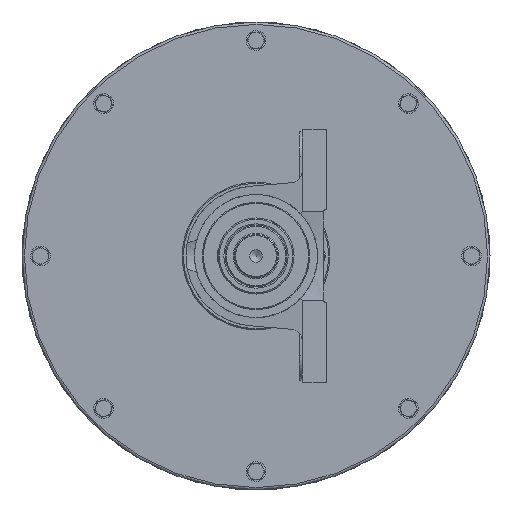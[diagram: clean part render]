
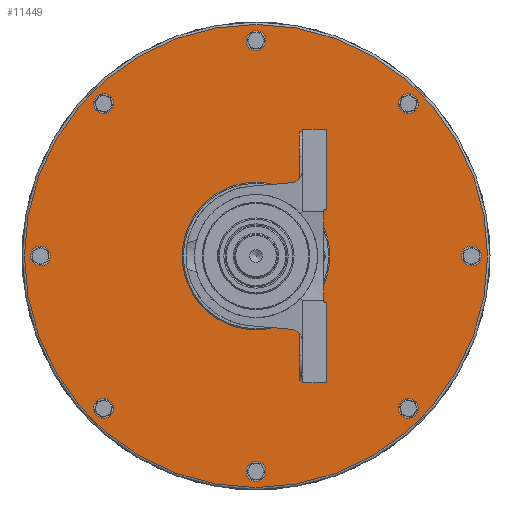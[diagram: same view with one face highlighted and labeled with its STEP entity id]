
A CAD part, left-side view. The second image highlights one B-rep face of the part: STEP entity #11449.
In plain terms, the highlighted planar face has unit normal (-1, 0, 0).
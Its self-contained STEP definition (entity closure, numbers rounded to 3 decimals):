
#1937=FACE_BOUND('',#3286,.T.);
#1938=FACE_BOUND('',#3287,.T.);
#1939=FACE_BOUND('',#3288,.T.);
#1940=FACE_BOUND('',#3289,.T.);
#1941=FACE_BOUND('',#3290,.T.);
#1942=FACE_BOUND('',#3291,.T.);
#1943=FACE_BOUND('',#3292,.T.);
#1944=FACE_BOUND('',#3293,.T.);
#1945=FACE_BOUND('',#3294,.T.);
#2388=FACE_OUTER_BOUND('',#3285,.T.);
#3285=EDGE_LOOP('',(#7712));
#3286=EDGE_LOOP('',(#7713));
#3287=EDGE_LOOP('',(#7714));
#3288=EDGE_LOOP('',(#7715));
#3289=EDGE_LOOP('',(#7716));
#3290=EDGE_LOOP('',(#7717));
#3291=EDGE_LOOP('',(#7718));
#3292=EDGE_LOOP('',(#7719));
#3293=EDGE_LOOP('',(#7720));
#3294=EDGE_LOOP('',(#7721));
#4443=CIRCLE('',#12363,60.);
#4448=CIRCLE('',#12375,188.);
#4449=CIRCLE('',#12376,8.);
#4450=CIRCLE('',#12377,8.);
#4451=CIRCLE('',#12378,8.);
#4452=CIRCLE('',#12379,8.);
#4453=CIRCLE('',#12380,8.);
#4454=CIRCLE('',#12381,8.);
#4455=CIRCLE('',#12382,8.);
#4456=CIRCLE('',#12383,8.);
#5051=VERTEX_POINT('',#17415);
#5056=VERTEX_POINT('',#17432);
#5057=VERTEX_POINT('',#17434);
#5058=VERTEX_POINT('',#17436);
#5059=VERTEX_POINT('',#17438);
#5060=VERTEX_POINT('',#17440);
#5061=VERTEX_POINT('',#17442);
#5062=VERTEX_POINT('',#17444);
#5063=VERTEX_POINT('',#17446);
#5064=VERTEX_POINT('',#17448);
#6127=EDGE_CURVE('',#5051,#5051,#4443,.T.);
#6132=EDGE_CURVE('',#5056,#5056,#4448,.T.);
#6133=EDGE_CURVE('',#5057,#5057,#4449,.T.);
#6134=EDGE_CURVE('',#5058,#5058,#4450,.T.);
#6135=EDGE_CURVE('',#5059,#5059,#4451,.T.);
#6136=EDGE_CURVE('',#5060,#5060,#4452,.T.);
#6137=EDGE_CURVE('',#5061,#5061,#4453,.T.);
#6138=EDGE_CURVE('',#5062,#5062,#4454,.T.);
#6139=EDGE_CURVE('',#5063,#5063,#4455,.T.);
#6140=EDGE_CURVE('',#5064,#5064,#4456,.T.);
#7712=ORIENTED_EDGE('',*,*,#6132,.T.);
#7713=ORIENTED_EDGE('',*,*,#6127,.T.);
#7714=ORIENTED_EDGE('',*,*,#6133,.T.);
#7715=ORIENTED_EDGE('',*,*,#6134,.T.);
#7716=ORIENTED_EDGE('',*,*,#6135,.T.);
#7717=ORIENTED_EDGE('',*,*,#6136,.T.);
#7718=ORIENTED_EDGE('',*,*,#6137,.T.);
#7719=ORIENTED_EDGE('',*,*,#6138,.T.);
#7720=ORIENTED_EDGE('',*,*,#6139,.T.);
#7721=ORIENTED_EDGE('',*,*,#6140,.T.);
#10199=PLANE('',#12374);
#11449=ADVANCED_FACE('',(#2388,#1937,#1938,#1939,#1940,#1941,#1942,#1943,
#1944,#1945),#10199,.F.);
#12363=AXIS2_PLACEMENT_3D('',#17416,#14033,#14034);
#12374=AXIS2_PLACEMENT_3D('',#17431,#14055,#14056);
#12375=AXIS2_PLACEMENT_3D('',#17433,#14057,#14058);
#12376=AXIS2_PLACEMENT_3D('',#17435,#14059,#14060);
#12377=AXIS2_PLACEMENT_3D('',#17437,#14061,#14062);
#12378=AXIS2_PLACEMENT_3D('',#17439,#14063,#14064);
#12379=AXIS2_PLACEMENT_3D('',#17441,#14065,#14066);
#12380=AXIS2_PLACEMENT_3D('',#17443,#14067,#14068);
#12381=AXIS2_PLACEMENT_3D('',#17445,#14069,#14070);
#12382=AXIS2_PLACEMENT_3D('',#17447,#14071,#14072);
#12383=AXIS2_PLACEMENT_3D('',#17449,#14073,#14074);
#14033=DIRECTION('center_axis',(1.,0.,0.));
#14034=DIRECTION('ref_axis',(0.,1.,0.));
#14055=DIRECTION('center_axis',(1.,0.,0.));
#14056=DIRECTION('ref_axis',(0.,0.,1.));
#14057=DIRECTION('center_axis',(-1.,0.,0.));
#14058=DIRECTION('ref_axis',(0.,0.,
-1.));
#14059=DIRECTION('center_axis',(1.,0.,0.));
#14060=DIRECTION('ref_axis',(0.,0.677,-0.736));
#14061=DIRECTION('center_axis',(1.,0.,0.));
#14062=DIRECTION('ref_axis',(0.,-0.042,
-0.999));
#14063=DIRECTION('center_axis',(1.,0.,0.));
#14064=DIRECTION('ref_axis',(0.,-0.736,-0.677));
#14065=DIRECTION('center_axis',(1.,0.,0.));
#14066=DIRECTION('ref_axis',(0.,-0.999,0.042));
#14067=DIRECTION('center_axis',(1.,0.,0.));
#14068=DIRECTION('ref_axis',(0.,-0.677,0.736));
#14069=DIRECTION('center_axis',(1.,0.,0.));
#14070=DIRECTION('ref_axis',(0.,0.042,0.999));
#14071=DIRECTION('center_axis',(1.,0.,0.));
#14072=DIRECTION('ref_axis',(0.,0.736,0.677));
#14073=DIRECTION('center_axis',(1.,0.,0.));
#14074=DIRECTION('ref_axis',(0.,0.999,-0.042));
#17415=CARTESIAN_POINT('',(-401.84,74.228,0.));
#17416=CARTESIAN_POINT('Origin',(-401.84,14.228,0.));
#17431=CARTESIAN_POINT('Origin',(-401.84,14.228,44.8));
#17432=CARTESIAN_POINT('',(-401.84,14.228,188.));
#17433=CARTESIAN_POINT('Origin',(-401.84,14.228,0.));
#17434=CARTESIAN_POINT('',(-401.84,132.556,129.632));
#17435=CARTESIAN_POINT('Origin',(-401.84,137.972,123.744));
#17436=CARTESIAN_POINT('',(-401.84,189.562,7.993));
#17437=CARTESIAN_POINT('Origin',(-401.84,189.228,0.));
#17438=CARTESIAN_POINT('',(-401.84,143.86,-118.328));
#17439=CARTESIAN_POINT('Origin',(-401.84,137.972,-123.744));
#17440=CARTESIAN_POINT('',(-401.84,22.221,-175.334));
#17441=CARTESIAN_POINT('Origin',(-401.84,14.228,-175.));
#17442=CARTESIAN_POINT('',(-401.84,-104.1,-129.632));
#17443=CARTESIAN_POINT('Origin',(-401.84,-109.515,-123.744));
#17444=CARTESIAN_POINT('',(-401.84,-161.106,-7.993));
#17445=CARTESIAN_POINT('Origin',(-401.84,-160.772,0.));
#17446=CARTESIAN_POINT('',(-401.84,-115.403,118.328));
#17447=CARTESIAN_POINT('Origin',(-401.84,-109.515,123.744));
#17448=CARTESIAN_POINT('',(-401.84,6.235,175.334));
#17449=CARTESIAN_POINT('Origin',(-401.84,14.228,175.));
